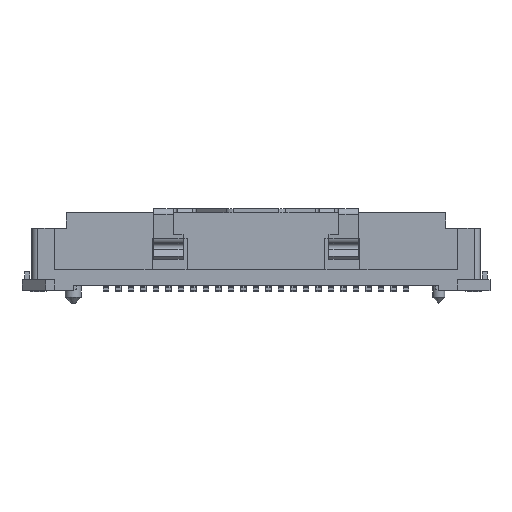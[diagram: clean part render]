
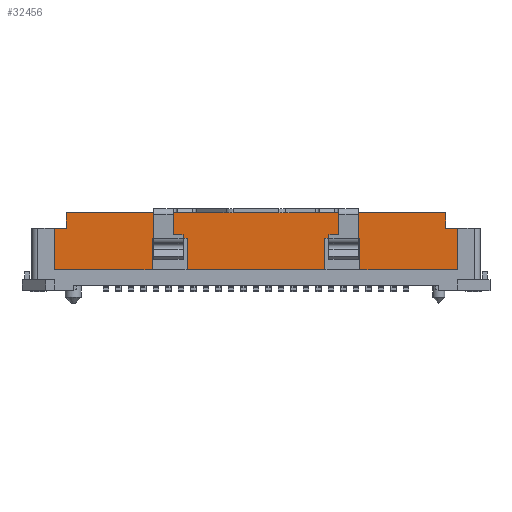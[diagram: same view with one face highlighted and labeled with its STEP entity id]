
A CAD part, top view. The second image highlights one B-rep face of the part: STEP entity #32456.
In plain terms, the highlighted planar face has unit normal (0, 0, 1).
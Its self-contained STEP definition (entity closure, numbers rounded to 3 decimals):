
#10453=DIRECTION('',(1.,0.,0.));
#10454=VECTOR('',#10453,1.);
#10455=CARTESIAN_POINT('',(4.2,1.975,2.4));
#10456=LINE('',#10455,#10454);
#10457=DIRECTION('',(0.,-1.,0.));
#10458=VECTOR('',#10457,0.8);
#10459=CARTESIAN_POINT('',(9.625,1.975,2.4));
#10460=LINE('',#10459,#10458);
#10461=DIRECTION('',(-1.,0.,0.));
#10462=VECTOR('',#10461,0.61);
#10463=CARTESIAN_POINT('',(10.235,1.175,2.4));
#10464=LINE('',#10463,#10462);
#10465=DIRECTION('',(0.,1.,0.));
#10466=VECTOR('',#10465,2.1);
#10467=CARTESIAN_POINT('',(10.235,-0.925,2.4));
#10468=LINE('',#10467,#10466);
#10469=DIRECTION('',(-1.,0.,0.));
#10470=VECTOR('',#10469,4.96);
#10471=CARTESIAN_POINT('',(10.235,-0.925,2.4));
#10472=LINE('',#10471,#10470);
#10473=DIRECTION('',(0.,1.,0.));
#10474=VECTOR('',#10473,1.6);
#10475=CARTESIAN_POINT('',(5.275,-0.925,2.4));
#10476=LINE('',#10475,#10474);
#10477=DIRECTION('',(1.,0.,0.));
#10478=VECTOR('',#10477,1.775);
#10479=CARTESIAN_POINT('',(3.5,0.675,2.4));
#10480=LINE('',#10479,#10478);
#10481=DIRECTION('',(0.,1.,0.));
#10482=VECTOR('',#10481,1.6);
#10483=CARTESIAN_POINT('',(3.5,-0.925,2.4));
#10484=LINE('',#10483,#10482);
#10485=DIRECTION('',(-1.,0.,0.));
#10486=VECTOR('',#10485,7.);
#10487=CARTESIAN_POINT('',(3.5,-0.925,2.4));
#10488=LINE('',#10487,#10486);
#10489=DIRECTION('',(0.,1.,0.));
#10490=VECTOR('',#10489,1.6);
#10491=CARTESIAN_POINT('',(-3.5,-0.925,2.4));
#10492=LINE('',#10491,#10490);
#10493=DIRECTION('',(1.,0.,0.));
#10494=VECTOR('',#10493,1.775);
#10495=CARTESIAN_POINT('',(-5.275,0.675,2.4));
#10496=LINE('',#10495,#10494);
#10497=DIRECTION('',(0.,1.,0.));
#10498=VECTOR('',#10497,1.6);
#10499=CARTESIAN_POINT('',(-5.275,-0.925,2.4));
#10500=LINE('',#10499,#10498);
#10501=DIRECTION('',(-1.,0.,0.));
#10502=VECTOR('',#10501,4.96);
#10503=CARTESIAN_POINT('',(-5.275,-0.925,2.4));
#10504=LINE('',#10503,#10502);
#10505=DIRECTION('',(0.,1.,0.));
#10506=VECTOR('',#10505,2.1);
#10507=CARTESIAN_POINT('',(-10.235,-0.925,2.4));
#10508=LINE('',#10507,#10506);
#10509=DIRECTION('',(1.,0.,0.));
#10510=VECTOR('',#10509,0.61);
#10511=CARTESIAN_POINT('',(-10.235,1.175,2.4));
#10512=LINE('',#10511,#10510);
#10513=DIRECTION('',(0.,-1.,0.));
#10514=VECTOR('',#10513,0.8);
#10515=CARTESIAN_POINT('',(-9.625,1.975,2.4));
#10516=LINE('',#10515,#10514);
#10517=DIRECTION('',(-1.,0.,0.));
#10518=VECTOR('',#10517,1.);
#10519=CARTESIAN_POINT('',(-4.2,1.975,2.4));
#10520=LINE('',#10519,#10518);
#10521=DIRECTION('',(0.,-1.,0.));
#10522=VECTOR('',#10521,0.005);
#10523=CARTESIAN_POINT('',(-1.959,1.975,2.4));
#10524=LINE('',#10523,#10522);
#10525=DIRECTION('',(-1.,0.,0.));
#10526=VECTOR('',#10525,3.917);
#10527=CARTESIAN_POINT('',(1.959,1.97,2.4));
#10528=LINE('',#10527,#10526);
#10529=DIRECTION('',(0.,-1.,0.));
#10530=VECTOR('',#10529,0.005);
#10531=CARTESIAN_POINT('',(1.959,1.975,2.4));
#10532=LINE('',#10531,#10530);
#10737=DIRECTION('',(-1.,0.,0.));
#10738=VECTOR('',#10737,2.241);
#10739=CARTESIAN_POINT('',(-1.959,1.975,2.4));
#10740=LINE('',#10739,#10738);
#10741=DIRECTION('',(-1.,0.,0.));
#10742=VECTOR('',#10741,4.425);
#10743=CARTESIAN_POINT('',(-5.2,1.975,2.4));
#10744=LINE('',#10743,#10742);
#10769=DIRECTION('',(-1.,0.,0.));
#10770=VECTOR('',#10769,4.425);
#10771=CARTESIAN_POINT('',(9.625,1.975,2.4));
#10772=LINE('',#10771,#10770);
#10781=DIRECTION('',(-1.,0.,0.));
#10782=VECTOR('',#10781,2.241);
#10783=CARTESIAN_POINT('',(4.2,1.975,2.4));
#10784=LINE('',#10783,#10782);
#13461=CARTESIAN_POINT('',(9.625,1.975,2.4));
#13462=CARTESIAN_POINT('',(9.625,1.175,2.4));
#13463=VERTEX_POINT('',#13461);
#13464=VERTEX_POINT('',#13462);
#13465=CARTESIAN_POINT('',(-9.625,1.975,2.4));
#13466=CARTESIAN_POINT('',(-9.625,1.175,2.4));
#13467=VERTEX_POINT('',#13465);
#13468=VERTEX_POINT('',#13466);
#13481=CARTESIAN_POINT('',(10.235,1.175,2.4));
#13482=VERTEX_POINT('',#13481);
#13483=CARTESIAN_POINT('',(-10.235,1.175,2.4));
#13484=VERTEX_POINT('',#13483);
#13617=CARTESIAN_POINT('',(-10.235,-0.925,2.4));
#13618=VERTEX_POINT('',#13617);
#13619=CARTESIAN_POINT('',(10.235,-0.925,2.4));
#13620=VERTEX_POINT('',#13619);
#14135=CARTESIAN_POINT('',(-5.275,-0.925,2.4));
#14137=VERTEX_POINT('',#14135);
#14141=CARTESIAN_POINT('',(-3.5,-0.925,2.4));
#14142=VERTEX_POINT('',#14141);
#14143=CARTESIAN_POINT('',(3.5,-0.925,2.4));
#14145=VERTEX_POINT('',#14143);
#14149=CARTESIAN_POINT('',(5.275,-0.925,2.4));
#14150=VERTEX_POINT('',#14149);
#14151=CARTESIAN_POINT('',(-5.275,0.675,2.4));
#14152=CARTESIAN_POINT('',(-3.5,0.675,2.4));
#14153=VERTEX_POINT('',#14151);
#14154=VERTEX_POINT('',#14152);
#14155=CARTESIAN_POINT('',(3.5,0.675,2.4));
#14156=CARTESIAN_POINT('',(5.275,0.675,2.4));
#14157=VERTEX_POINT('',#14155);
#14158=VERTEX_POINT('',#14156);
#14507=CARTESIAN_POINT('',(-1.959,1.975,2.4));
#14509=VERTEX_POINT('',#14507);
#14511=CARTESIAN_POINT('',(1.959,1.975,2.4));
#14513=VERTEX_POINT('',#14511);
#14519=CARTESIAN_POINT('',(-1.959,1.97,2.4));
#14520=VERTEX_POINT('',#14519);
#14521=CARTESIAN_POINT('',(1.959,1.97,2.4));
#14522=VERTEX_POINT('',#14521);
#14751=CARTESIAN_POINT('',(-5.2,1.975,2.4));
#14752=VERTEX_POINT('',#14751);
#14757=CARTESIAN_POINT('',(-4.2,1.975,2.4));
#14758=VERTEX_POINT('',#14757);
#14829=CARTESIAN_POINT('',(4.2,1.975,2.4));
#14830=CARTESIAN_POINT('',(5.2,1.975,2.4));
#14831=VERTEX_POINT('',#14829);
#14832=VERTEX_POINT('',#14830);
#32408=CARTESIAN_POINT('',(11.875,-0.925,2.4));
#32409=DIRECTION('',(0.,0.,-1.));
#32410=DIRECTION('',(0.,1.,0.));
#32411=AXIS2_PLACEMENT_3D('',#32408,#32409,#32410);
#32412=PLANE('',#32411);
#32414=ORIENTED_EDGE('',*,*,#32413,.T.);
#32416=ORIENTED_EDGE('',*,*,#32415,.F.);
#32418=ORIENTED_EDGE('',*,*,#32417,.T.);
#32419=ORIENTED_EDGE('',*,*,#18413,.F.);
#32421=ORIENTED_EDGE('',*,*,#32420,.F.);
#32422=ORIENTED_EDGE('',*,*,#32380,.T.);
#32424=ORIENTED_EDGE('',*,*,#32423,.T.);
#32426=ORIENTED_EDGE('',*,*,#32425,.F.);
#32428=ORIENTED_EDGE('',*,*,#32427,.F.);
#32429=ORIENTED_EDGE('',*,*,#32373,.T.);
#32431=ORIENTED_EDGE('',*,*,#32430,.T.);
#32433=ORIENTED_EDGE('',*,*,#32432,.F.);
#32434=ORIENTED_EDGE('',*,*,#32399,.F.);
#32435=ORIENTED_EDGE('',*,*,#32388,.T.);
#32437=ORIENTED_EDGE('',*,*,#32436,.T.);
#32438=ORIENTED_EDGE('',*,*,#18333,.T.);
#32440=ORIENTED_EDGE('',*,*,#32439,.F.);
#32442=ORIENTED_EDGE('',*,*,#32441,.F.);
#32444=ORIENTED_EDGE('',*,*,#32443,.F.);
#32446=ORIENTED_EDGE('',*,*,#32445,.F.);
#32448=ORIENTED_EDGE('',*,*,#32447,.T.);
#32449=ORIENTED_EDGE('',*,*,#31851,.F.);
#32451=ORIENTED_EDGE('',*,*,#32450,.F.);
#32453=ORIENTED_EDGE('',*,*,#32452,.F.);
#32454=EDGE_LOOP('',(#32414,#32416,#32418,#32419,#32421,#32422,#32424,#32426,
#32428,#32429,#32431,#32433,#32434,#32435,#32437,#32438,#32440,#32442,#32444,
#32446,#32448,#32449,#32451,#32453));
#32455=FACE_OUTER_BOUND('',#32454,.F.);
#32456=ADVANCED_FACE('',(#32455),#32412,.F.);
#18333=EDGE_CURVE('',#13484,#13468,#10512,.T.);
#18413=EDGE_CURVE('',#13482,#13464,#10464,.T.);
#31851=EDGE_CURVE('',#14522,#14520,#10528,.T.);
#32373=EDGE_CURVE('',#14145,#14142,#10488,.T.);
#32380=EDGE_CURVE('',#13620,#14150,#10472,.T.);
#32388=EDGE_CURVE('',#14137,#13618,#10504,.T.);
#32399=EDGE_CURVE('',#14137,#14153,#10500,.T.);
#32413=EDGE_CURVE('',#14831,#14832,#10456,.T.);
#32415=EDGE_CURVE('',#13463,#14832,#10772,.T.);
#32417=EDGE_CURVE('',#13463,#13464,#10460,.T.);
#32420=EDGE_CURVE('',#13620,#13482,#10468,.T.);
#32423=EDGE_CURVE('',#14150,#14158,#10476,.T.);
#32425=EDGE_CURVE('',#14157,#14158,#10480,.T.);
#32427=EDGE_CURVE('',#14145,#14157,#10484,.T.);
#32430=EDGE_CURVE('',#14142,#14154,#10492,.T.);
#32432=EDGE_CURVE('',#14153,#14154,#10496,.T.);
#32436=EDGE_CURVE('',#13618,#13484,#10508,.T.);
#32439=EDGE_CURVE('',#13467,#13468,#10516,.T.);
#32441=EDGE_CURVE('',#14752,#13467,#10744,.T.);
#32443=EDGE_CURVE('',#14758,#14752,#10520,.T.);
#32445=EDGE_CURVE('',#14509,#14758,#10740,.T.);
#32447=EDGE_CURVE('',#14509,#14520,#10524,.T.);
#32450=EDGE_CURVE('',#14513,#14522,#10532,.T.);
#32452=EDGE_CURVE('',#14831,#14513,#10784,.T.);
